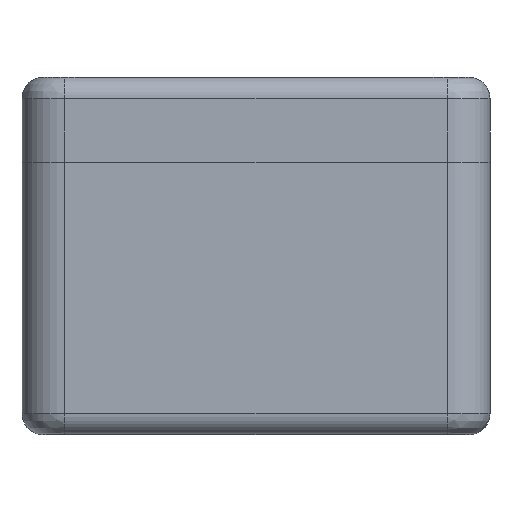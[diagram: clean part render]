
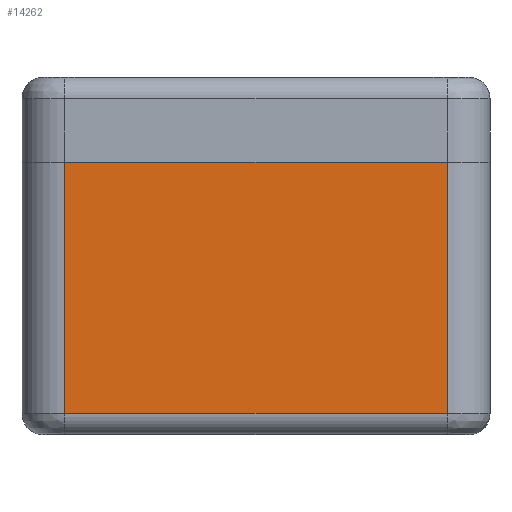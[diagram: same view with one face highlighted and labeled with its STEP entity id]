
A CAD part, front view. The second image highlights one B-rep face of the part: STEP entity #14262.
In plain terms, the highlighted planar face has unit normal (0, -1, 0).
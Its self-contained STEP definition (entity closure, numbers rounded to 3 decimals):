
#1957=FACE_OUTER_BOUND('',#2783,.T.);
#2783=EDGE_LOOP('',(#12029,#12030,#12031,#12032));
#4009=LINE('',#23604,#5359);
#4023=LINE('',#23683,#5373);
#4032=LINE('',#23707,#5382);
#4033=LINE('',#23709,#5383);
#5359=VECTOR('',#19326,10.);
#5373=VECTOR('',#19404,10.);
#5382=VECTOR('',#19431,10.);
#5383=VECTOR('',#19434,10.);
#6650=VERTEX_POINT('',#23550);
#6657=VERTEX_POINT('',#23600);
#6690=VERTEX_POINT('',#23680);
#6696=VERTEX_POINT('',#23705);
#8479=EDGE_CURVE('',#6657,#6650,#4009,.T.);
#8513=EDGE_CURVE('',#6650,#6690,#4023,.T.);
#8525=EDGE_CURVE('',#6696,#6657,#4032,.T.);
#8526=EDGE_CURVE('',#6690,#6696,#4033,.T.);
#12029=ORIENTED_EDGE('',*,*,#8526,.F.);
#12030=ORIENTED_EDGE('',*,*,#8513,.F.);
#12031=ORIENTED_EDGE('',*,*,#8479,.F.);
#12032=ORIENTED_EDGE('',*,*,#8525,.F.);
#13253=PLANE('',#15715);
#14262=ADVANCED_FACE('',(#1957),#13253,.T.);
#15715=AXIS2_PLACEMENT_3D('',#23708,#19432,#19433);
#19326=DIRECTION('',(-1.,0.,0.));
#19404=DIRECTION('',(0.,0.,1.));
#19431=DIRECTION('',(0.,0.,-1.));
#19432=DIRECTION('center_axis',(0.,-1.,0.));
#19433=DIRECTION('ref_axis',(1.,0.,0.));
#19434=DIRECTION('',(1.,0.,0.));
#23550=CARTESIAN_POINT('',(-22.5,-55.,-6.5));
#23600=CARTESIAN_POINT('',(22.5,-55.,-6.5));
#23604=CARTESIAN_POINT('',(-13.75,-55.,-6.5));
#23680=CARTESIAN_POINT('',(-22.5,-55.,23.));
#23683=CARTESIAN_POINT('',(-22.5,-55.,0.));
#23705=CARTESIAN_POINT('',(22.5,-55.,23.));
#23707=CARTESIAN_POINT('',(22.5,-55.,0.));
#23708=CARTESIAN_POINT('Origin',(-27.5,-55.,0.));
#23709=CARTESIAN_POINT('',(-13.75,-55.,23.));
